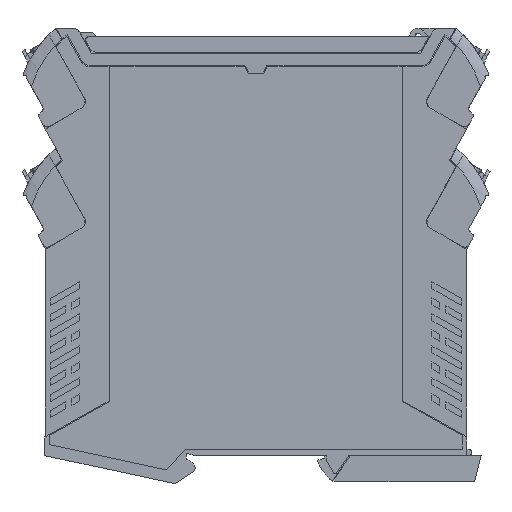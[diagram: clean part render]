
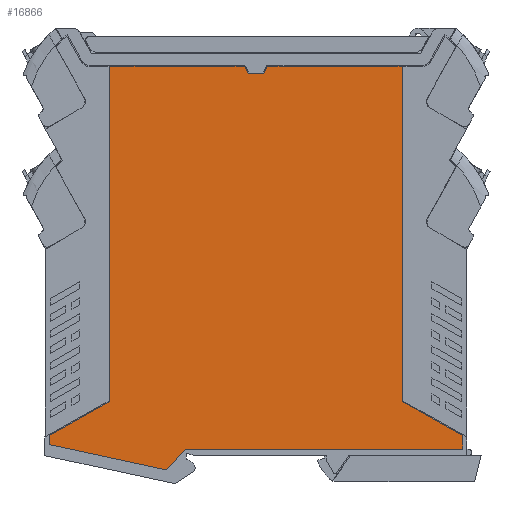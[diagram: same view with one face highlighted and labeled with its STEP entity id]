
A CAD part, left-side view. The second image highlights one B-rep face of the part: STEP entity #16866.
In plain terms, the highlighted planar face has unit normal (-1, 0, 0).
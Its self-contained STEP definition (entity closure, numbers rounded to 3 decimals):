
#398=AXIS2_PLACEMENT_3D('Plane Axis2P3D',#395,#396,#397) ;
#395=CARTESIAN_POINT('Axis2P3D Location',(0.,111.401,8.535)) ;
#11354=CARTESIAN_POINT('Vertex',(0.,95.239,20.571)) ;
#11357=CARTESIAN_POINT('Line Origine',(0.,95.239,62.547)) ;
#11361=CARTESIAN_POINT('Vertex',(0.,95.239,104.524)) ;
#11376=CARTESIAN_POINT('Line Origine',(0.,63.22,104.524)) ;
#11380=CARTESIAN_POINT('Vertex',(0.,61.47,104.524)) ;
#11382=CARTESIAN_POINT('Vertex',(0.,64.97,104.524)) ;
#11390=CARTESIAN_POINT('Line Origine',(0.,80.104,104.524)) ;
#11408=CARTESIAN_POINT('Line Origine',(0.,61.027,103.574)) ;
#11412=CARTESIAN_POINT('Vertex',(0.,60.584,102.624)) ;
#11431=CARTESIAN_POINT('Vertex',(0.,56.694,102.624)) ;
#11434=CARTESIAN_POINT('Line Origine',(0.,58.639,102.624)) ;
#11451=CARTESIAN_POINT('Line Origine',(0.,56.251,103.574)) ;
#11455=CARTESIAN_POINT('Vertex',(0.,55.808,104.524)) ;
#11470=CARTESIAN_POINT('Line Origine',(0.,54.058,104.524)) ;
#11474=CARTESIAN_POINT('Vertex',(0.,52.308,104.524)) ;
#11477=CARTESIAN_POINT('Line Origine',(0.,37.173,104.524)) ;
#11481=CARTESIAN_POINT('Vertex',(0.,22.039,104.524)) ;
#11497=CARTESIAN_POINT('Line Origine',(0.,22.039,62.547)) ;
#11501=CARTESIAN_POINT('Vertex',(0.,22.039,20.571)) ;
#11516=CARTESIAN_POINT('Line Origine',(0.,14.423,16.305)) ;
#11520=CARTESIAN_POINT('Vertex',(0.,6.807,12.04)) ;
#11535=CARTESIAN_POINT('Line Origine',(0.,6.807,10.332)) ;
#11539=CARTESIAN_POINT('Vertex',(0.,6.807,8.624)) ;
#11554=CARTESIAN_POINT('Line Origine',(0.,41.586,8.624)) ;
#11558=CARTESIAN_POINT('Vertex',(0.,76.366,8.624)) ;
#11573=CARTESIAN_POINT('Line Origine',(0.,78.881,5.745)) ;
#11577=CARTESIAN_POINT('Vertex',(0.,80.918,3.413)) ;
#11579=CARTESIAN_POINT('Vertex',(0.,76.844,8.077)) ;
#11587=CARTESIAN_POINT('Line Origine',(0.,76.602,8.353)) ;
#11591=CARTESIAN_POINT('Vertex',(0.,76.839,8.082)) ;
#11594=CARTESIAN_POINT('Line Origine',(0.,76.841,8.079)) ;
#11610=CARTESIAN_POINT('Line Origine',(0.,95.695,6.592)) ;
#11614=CARTESIAN_POINT('Vertex',(0.,110.471,9.771)) ;
#11629=CARTESIAN_POINT('Line Origine',(0.,110.471,10.906)) ;
#11633=CARTESIAN_POINT('Vertex',(0.,110.471,12.04)) ;
#11648=CARTESIAN_POINT('Line Origine',(0.,102.855,16.305)) ;
#396=DIRECTION('Axis2P3D Direction',(-1.,0.,0.)) ;
#397=DIRECTION('Axis2P3D XDirection',(0.,-1.,0.)) ;
#11358=DIRECTION('Vector Direction',(0.,0.,-1.)) ;
#11377=DIRECTION('Vector Direction',(0.,1.,0.)) ;
#11391=DIRECTION('Vector Direction',(0.,1.,0.)) ;
#11409=DIRECTION('Vector Direction',(0.,0.423,0.906)) ;
#11435=DIRECTION('Vector Direction',(0.,1.,0.)) ;
#11452=DIRECTION('Vector Direction',(0.,-0.423,0.906)) ;
#11471=DIRECTION('Vector Direction',(0.,1.,0.)) ;
#11478=DIRECTION('Vector Direction',(0.,1.,0.)) ;
#11498=DIRECTION('Vector Direction',(0.,0.,1.)) ;
#11517=DIRECTION('Vector Direction',(0.,0.872,0.489)) ;
#11536=DIRECTION('Vector Direction',(0.,0.,1.)) ;
#11555=DIRECTION('Vector Direction',(0.,-1.,0.)) ;
#11574=DIRECTION('Vector Direction',(0.,-0.658,0.753)) ;
#11588=DIRECTION('Vector Direction',(0.,-0.658,0.753)) ;
#11595=DIRECTION('Vector Direction',(0.,-0.658,0.753)) ;
#11611=DIRECTION('Vector Direction',(0.,-0.978,-0.21)) ;
#11630=DIRECTION('Vector Direction',(0.,0.,-1.)) ;
#11649=DIRECTION('Vector Direction',(0.,0.872,-0.489)) ;
#11359=VECTOR('Line Direction',#11358,1.) ;
#11378=VECTOR('Line Direction',#11377,1.) ;
#11392=VECTOR('Line Direction',#11391,1.) ;
#11410=VECTOR('Line Direction',#11409,1.) ;
#11436=VECTOR('Line Direction',#11435,1.) ;
#11453=VECTOR('Line Direction',#11452,1.) ;
#11472=VECTOR('Line Direction',#11471,1.) ;
#11479=VECTOR('Line Direction',#11478,1.) ;
#11499=VECTOR('Line Direction',#11498,1.) ;
#11518=VECTOR('Line Direction',#11517,1.) ;
#11537=VECTOR('Line Direction',#11536,1.) ;
#11556=VECTOR('Line Direction',#11555,1.) ;
#11575=VECTOR('Line Direction',#11574,1.) ;
#11589=VECTOR('Line Direction',#11588,1.) ;
#11596=VECTOR('Line Direction',#11595,1.) ;
#11612=VECTOR('Line Direction',#11611,1.) ;
#11631=VECTOR('Line Direction',#11630,1.) ;
#11650=VECTOR('Line Direction',#11649,1.) ;
#16847=ORIENTED_EDGE('',*,*,#11581,.T.) ;
#16848=ORIENTED_EDGE('',*,*,#11598,.T.) ;
#16849=ORIENTED_EDGE('',*,*,#11593,.T.) ;
#16850=ORIENTED_EDGE('',*,*,#11560,.T.) ;
#16851=ORIENTED_EDGE('',*,*,#11541,.T.) ;
#16852=ORIENTED_EDGE('',*,*,#11522,.T.) ;
#16853=ORIENTED_EDGE('',*,*,#11503,.T.) ;
#16854=ORIENTED_EDGE('',*,*,#11483,.T.) ;
#16855=ORIENTED_EDGE('',*,*,#11476,.T.) ;
#16856=ORIENTED_EDGE('',*,*,#11457,.T.) ;
#16857=ORIENTED_EDGE('',*,*,#11438,.T.) ;
#16858=ORIENTED_EDGE('',*,*,#11414,.T.) ;
#16859=ORIENTED_EDGE('',*,*,#11384,.T.) ;
#16860=ORIENTED_EDGE('',*,*,#11394,.T.) ;
#16861=ORIENTED_EDGE('',*,*,#11363,.T.) ;
#16862=ORIENTED_EDGE('',*,*,#11652,.T.) ;
#16863=ORIENTED_EDGE('',*,*,#11635,.T.) ;
#16864=ORIENTED_EDGE('',*,*,#11616,.T.) ;
#16866=ADVANCED_FACE('GEHAEUSE',(#16865),#399,.T.) ;
#11363=EDGE_CURVE('',#11362,#11355,#11360,.T.) ;
#11384=EDGE_CURVE('',#11381,#11383,#11379,.T.) ;
#11394=EDGE_CURVE('',#11383,#11362,#11393,.T.) ;
#11414=EDGE_CURVE('',#11413,#11381,#11411,.T.) ;
#11438=EDGE_CURVE('',#11432,#11413,#11437,.T.) ;
#11457=EDGE_CURVE('',#11456,#11432,#11454,.F.) ;
#11476=EDGE_CURVE('',#11475,#11456,#11473,.T.) ;
#11483=EDGE_CURVE('',#11482,#11475,#11480,.T.) ;
#11503=EDGE_CURVE('',#11502,#11482,#11500,.T.) ;
#11522=EDGE_CURVE('',#11521,#11502,#11519,.T.) ;
#11541=EDGE_CURVE('',#11540,#11521,#11538,.T.) ;
#11560=EDGE_CURVE('',#11559,#11540,#11557,.T.) ;
#11581=EDGE_CURVE('',#11578,#11580,#11576,.T.) ;
#11593=EDGE_CURVE('',#11592,#11559,#11590,.T.) ;
#11598=EDGE_CURVE('',#11580,#11592,#11597,.T.) ;
#11616=EDGE_CURVE('',#11615,#11578,#11613,.T.) ;
#11635=EDGE_CURVE('',#11634,#11615,#11632,.T.) ;
#11652=EDGE_CURVE('',#11355,#11634,#11651,.T.) ;
#16846=EDGE_LOOP('',(#16847,#16848,#16849,#16850,#16851,#16852,#16853,#16854,#16855,#16856,#16857,#16858,#16859,#16860,#16861,#16862,#16863,#16864)) ;
#16865=FACE_OUTER_BOUND('',#16846,.T.) ;
#11360=LINE('Line',#11357,#11359) ;
#11379=LINE('Line',#11376,#11378) ;
#11393=LINE('Line',#11390,#11392) ;
#11411=LINE('Line',#11408,#11410) ;
#11437=LINE('Line',#11434,#11436) ;
#11454=LINE('Line',#11451,#11453) ;
#11473=LINE('Line',#11470,#11472) ;
#11480=LINE('Line',#11477,#11479) ;
#11500=LINE('Line',#11497,#11499) ;
#11519=LINE('Line',#11516,#11518) ;
#11538=LINE('Line',#11535,#11537) ;
#11557=LINE('Line',#11554,#11556) ;
#11576=LINE('Line',#11573,#11575) ;
#11590=LINE('Line',#11587,#11589) ;
#11597=LINE('Line',#11594,#11596) ;
#11613=LINE('Line',#11610,#11612) ;
#11632=LINE('Line',#11629,#11631) ;
#11651=LINE('Line',#11648,#11650) ;
#399=PLANE('',#398) ;
#11355=VERTEX_POINT('',#11354) ;
#11362=VERTEX_POINT('',#11361) ;
#11381=VERTEX_POINT('',#11380) ;
#11383=VERTEX_POINT('',#11382) ;
#11413=VERTEX_POINT('',#11412) ;
#11432=VERTEX_POINT('',#11431) ;
#11456=VERTEX_POINT('',#11455) ;
#11475=VERTEX_POINT('',#11474) ;
#11482=VERTEX_POINT('',#11481) ;
#11502=VERTEX_POINT('',#11501) ;
#11521=VERTEX_POINT('',#11520) ;
#11540=VERTEX_POINT('',#11539) ;
#11559=VERTEX_POINT('',#11558) ;
#11578=VERTEX_POINT('',#11577) ;
#11580=VERTEX_POINT('',#11579) ;
#11592=VERTEX_POINT('',#11591) ;
#11615=VERTEX_POINT('',#11614) ;
#11634=VERTEX_POINT('',#11633) ;
